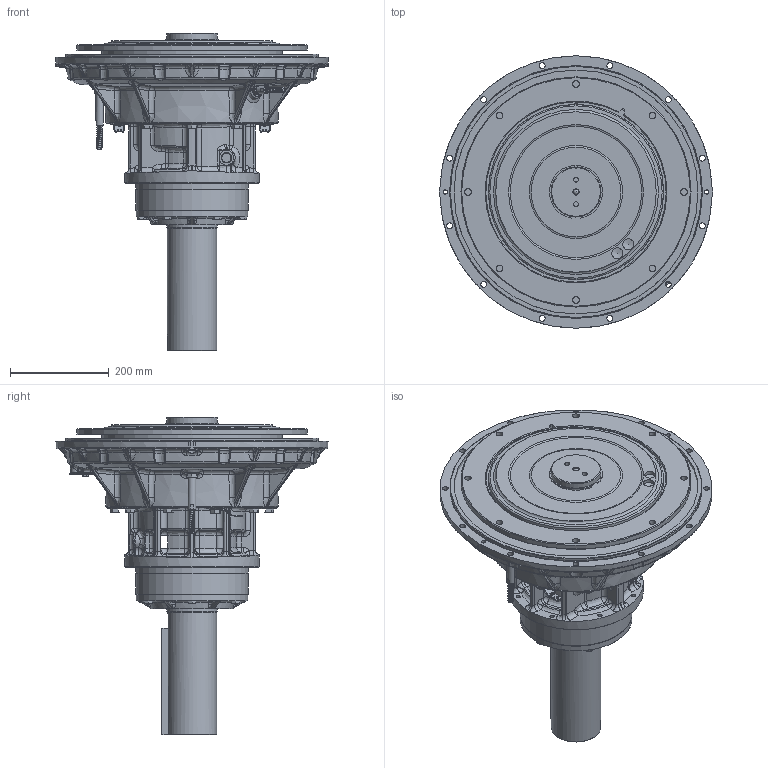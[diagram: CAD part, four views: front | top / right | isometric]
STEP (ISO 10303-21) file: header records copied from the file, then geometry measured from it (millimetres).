
FILE_DESCRIPTION (( 'STEP AP214' ), '1' );
FILE_NAME ('1029134A.step', '2021-03-29T20:48:29', ( 'TDI' ), ( 'Twin Disc Inc' ), 'SwSTEP 2.0', 'SolidWorks 2019', '' );
FILE_SCHEMA (( 'AUTOMOTIVE_DESIGN' ));
Length unit declared in the file: inch
Products named in the file (1): 1029134A
Bounding box: 554.04 x 552.29 x 644 mm (x, y, z)
Surface area: 1491810.4 mm2 (no closed solid volume)
Topology: 0 solids, 55 shells, 1855 faces, 5120 edges, 3228 vertices
Faces by surface type: bspline 627, plane 426, cylinder 357, torus 197, sphere 151, cone 97
Full cylindrical faces by diameter (mm): 4.75 x2, 8 x12, 8.5 x14, 10.2 x2, 10.797 x1, 11.887 x12, 12 x1, 13.494 x8, 15.875 x2, 19.05 x2, 22.225 x2, 25.4 x2, 30.175 x3, 100 x1, 101.6 x1, 135.026 x1, 227 x1, 227.5 x1, 228.57 x1, 273 x1, 276 x1, 278 x1, 466.661 x1, 511.111 x1
Entity records: 115839 total; most frequent: CARTESIAN_POINT 51477, ORIENTED_EDGE 8666, DIRECTION 7388, EDGE_CURVE 4930, VERTEX_POINT 3156, AXIS2_PLACEMENT_3D 3091, EDGE_LOOP 2095, FACE_OUTER_BOUND 1916
